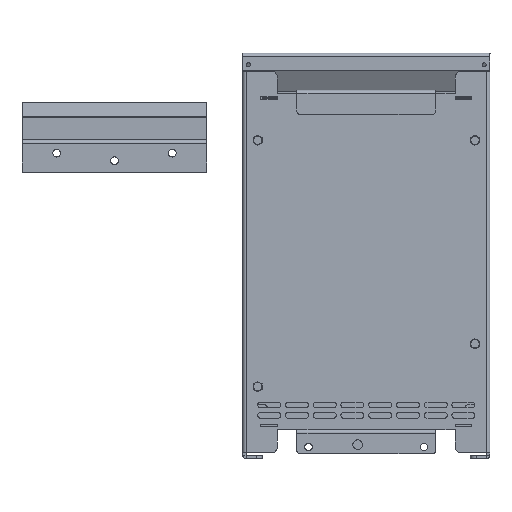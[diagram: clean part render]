
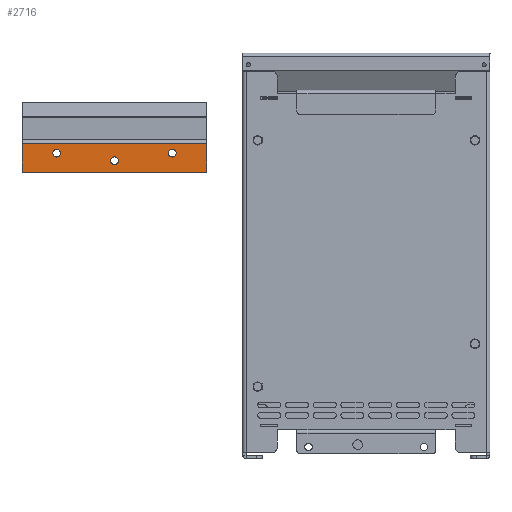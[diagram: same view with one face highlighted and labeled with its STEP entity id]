
A CAD part, top view. The second image highlights one B-rep face of the part: STEP entity #2716.
In plain terms, the highlighted planar face has unit normal (0, 0, 1).
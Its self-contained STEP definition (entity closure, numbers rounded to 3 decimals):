
#2677 = EDGE_CURVE ( 'NONE', #2678, #2680, #14111, .T. ) ;
#2678 = VERTEX_POINT ( 'NONE', #14107 ) ;
#2680 = VERTEX_POINT ( 'NONE', #14106 ) ;
#2716 = ADVANCED_FACE ( 'NONE', ( #14193, #14192, #14191, #14190 ), #14189, .F. ) ;
#2717 = EDGE_LOOP ( 'NONE', ( #2718, #2719 ) ) ;
#2718 = ORIENTED_EDGE ( 'NONE', *, *, #2721, .F. ) ;
#2719 = ORIENTED_EDGE ( 'NONE', *, *, #2773, .F. ) ;
#2720 = EDGE_LOOP ( 'NONE', ( #2774, #2775 ) ) ;
#2721 = EDGE_CURVE ( 'NONE', #2722, #2723, #14184, .T. ) ;
#2722 = VERTEX_POINT ( 'NONE', #14179 ) ;
#2723 = VERTEX_POINT ( 'NONE', #14178 ) ;
#2737 = EDGE_CURVE ( 'NONE', #2738, #2739, #14214, .T. ) ;
#2738 = VERTEX_POINT ( 'NONE', #14209 ) ;
#2739 = VERTEX_POINT ( 'NONE', #14208 ) ;
#2759 = EDGE_CURVE ( 'NONE', #2760, #2785, #14244, .T. ) ;
#2760 = VERTEX_POINT ( 'NONE', #14240 ) ;
#2761 = ORIENTED_EDGE ( 'NONE', *, *, #2762, .F. ) ;
#2762 = EDGE_CURVE ( 'NONE', #2794, #2760, #14239, .T. ) ;
#2773 = EDGE_CURVE ( 'NONE', #2723, #2722, #14284, .T. ) ;
#2774 = ORIENTED_EDGE ( 'NONE', *, *, #2677, .F. ) ;
#2775 = ORIENTED_EDGE ( 'NONE', *, *, #2776, .F. ) ;
#2776 = EDGE_CURVE ( 'NONE', #2680, #2678, #14279, .T. ) ;
#2777 = EDGE_LOOP ( 'NONE', ( #2778, #2779 ) ) ;
#2778 = ORIENTED_EDGE ( 'NONE', *, *, #2737, .F. ) ;
#2779 = ORIENTED_EDGE ( 'NONE', *, *, #2780, .F. ) ;
#2780 = EDGE_CURVE ( 'NONE', #2739, #2738, #14274, .T. ) ;
#2781 = EDGE_LOOP ( 'NONE', ( #2782, #2783, #2786, #2761 ) ) ;
#2782 = ORIENTED_EDGE ( 'NONE', *, *, #2793, .T. ) ;
#2783 = ORIENTED_EDGE ( 'NONE', *, *, #2784, .T. ) ;
#2784 = EDGE_CURVE ( 'NONE', #2791, #2785, #14269, .T. ) ;
#2785 = VERTEX_POINT ( 'NONE', #14328 ) ;
#2786 = ORIENTED_EDGE ( 'NONE', *, *, #2759, .F. ) ;
#2791 = VERTEX_POINT ( 'NONE', #14320 ) ;
#2793 = EDGE_CURVE ( 'NONE', #2794, #2791, #14319, .T. ) ;
#2794 = VERTEX_POINT ( 'NONE', #14315 ) ;
#14106 = CARTESIAN_POINT ( 'NONE',  ( 236.795, 50., -138.723 ) ) ;
#14107 = CARTESIAN_POINT ( 'NONE',  ( 230.195, 50., -138.723 ) ) ;
#14108 = DIRECTION ( 'NONE',  ( -1., 0., 0. ) ) ;
#14109 = DIRECTION ( 'NONE',  ( 0., 0., 1. ) ) ;
#14110 = AXIS2_PLACEMENT_3D ( 'NONE', #14117, #14109, #14108 ) ;
#14111 = CIRCLE ( 'NONE', #14110, 3.3 ) ;
#14117 = CARTESIAN_POINT ( 'NONE',  ( 233.495, 50., -138.723 ) ) ;
#14178 = CARTESIAN_POINT ( 'NONE',  ( 236.795, -50., -138.723 ) ) ;
#14179 = CARTESIAN_POINT ( 'NONE',  ( 230.195, -50., -138.723 ) ) ;
#14180 = DIRECTION ( 'NONE',  ( -1., 0., 0. ) ) ;
#14181 = DIRECTION ( 'NONE',  ( 0., 0., 1. ) ) ;
#14182 = CARTESIAN_POINT ( 'NONE',  ( 233.495, -50., -138.723 ) ) ;
#14183 = AXIS2_PLACEMENT_3D ( 'NONE', #14182, #14181, #14180 ) ;
#14184 = CIRCLE ( 'NONE', #14183, 3.3 ) ;
#14185 = DIRECTION ( 'NONE',  ( -1., 0., 0. ) ) ;
#14186 = DIRECTION ( 'NONE',  ( 0., 0., -1. ) ) ;
#14187 = CARTESIAN_POINT ( 'NONE',  ( 224.995, 80., -138.723 ) ) ;
#14188 = AXIS2_PLACEMENT_3D ( 'NONE', #14187, #14186, #14185 ) ;
#14189 = PLANE ( 'NONE',  #14188 ) ;
#14190 = FACE_OUTER_BOUND ( 'NONE', #2781, .T. ) ;
#14191 = FACE_BOUND ( 'NONE', #2777, .T. ) ;
#14192 = FACE_BOUND ( 'NONE', #2720, .T. ) ;
#14193 = FACE_BOUND ( 'NONE', #2717, .T. ) ;
#14208 = CARTESIAN_POINT ( 'NONE',  ( 243.295, 0., -138.723 ) ) ;
#14209 = CARTESIAN_POINT ( 'NONE',  ( 236.695, 0., -138.723 ) ) ;
#14210 = DIRECTION ( 'NONE',  ( -1., 0., 0. ) ) ;
#14211 = DIRECTION ( 'NONE',  ( 0., 0., 1. ) ) ;
#14212 = CARTESIAN_POINT ( 'NONE',  ( 239.995, 0., -138.723 ) ) ;
#14213 = AXIS2_PLACEMENT_3D ( 'NONE', #14212, #14211, #14210 ) ;
#14214 = CIRCLE ( 'NONE', #14213, 3.3 ) ;
#14236 = DIRECTION ( 'NONE',  ( 1., 0., 0. ) ) ;
#14237 = VECTOR ( 'NONE', #14236, 1000. ) ;
#14238 = CARTESIAN_POINT ( 'NONE',  ( 224.995, 80., -138.723 ) ) ;
#14239 = LINE ( 'NONE', #14238, #14237 ) ;
#14240 = CARTESIAN_POINT ( 'NONE',  ( 249.995, 80., -138.723 ) ) ;
#14241 = DIRECTION ( 'NONE',  ( 0., -1., 0. ) ) ;
#14242 = VECTOR ( 'NONE', #14241, 1000. ) ;
#14243 = CARTESIAN_POINT ( 'NONE',  ( 249.995, 80., -138.723 ) ) ;
#14244 = LINE ( 'NONE', #14243, #14242 ) ;
#14266 = DIRECTION ( 'NONE',  ( 1., 0., 0. ) ) ;
#14267 = VECTOR ( 'NONE', #14266, 1000. ) ;
#14268 = CARTESIAN_POINT ( 'NONE',  ( 224.995, -80., -138.723 ) ) ;
#14269 = LINE ( 'NONE', #14268, #14267 ) ;
#14270 = DIRECTION ( 'NONE',  ( -1., 0., 0. ) ) ;
#14271 = DIRECTION ( 'NONE',  ( 0., 0., 1. ) ) ;
#14272 = CARTESIAN_POINT ( 'NONE',  ( 239.995, 0., -138.723 ) ) ;
#14273 = AXIS2_PLACEMENT_3D ( 'NONE', #14272, #14271, #14270 ) ;
#14274 = CIRCLE ( 'NONE', #14273, 3.3 ) ;
#14275 = DIRECTION ( 'NONE',  ( -1., 0., 0. ) ) ;
#14276 = DIRECTION ( 'NONE',  ( 0., 0., 1. ) ) ;
#14277 = CARTESIAN_POINT ( 'NONE',  ( 233.495, 50., -138.723 ) ) ;
#14278 = AXIS2_PLACEMENT_3D ( 'NONE', #14277, #14276, #14275 ) ;
#14279 = CIRCLE ( 'NONE', #14278, 3.3 ) ;
#14280 = DIRECTION ( 'NONE',  ( -1., 0., 0. ) ) ;
#14281 = DIRECTION ( 'NONE',  ( 0., 0., 1. ) ) ;
#14282 = CARTESIAN_POINT ( 'NONE',  ( 233.495, -50., -138.723 ) ) ;
#14283 = AXIS2_PLACEMENT_3D ( 'NONE', #14282, #14281, #14280 ) ;
#14284 = CIRCLE ( 'NONE', #14283, 3.3 ) ;
#14315 = CARTESIAN_POINT ( 'NONE',  ( 224.995, 80., -138.723 ) ) ;
#14316 = DIRECTION ( 'NONE',  ( 0., -1., 0. ) ) ;
#14317 = VECTOR ( 'NONE', #14316, 1000. ) ;
#14318 = CARTESIAN_POINT ( 'NONE',  ( 224.995, 80., -138.723 ) ) ;
#14319 = LINE ( 'NONE', #14318, #14317 ) ;
#14320 = CARTESIAN_POINT ( 'NONE',  ( 224.995, -80., -138.723 ) ) ;
#14328 = CARTESIAN_POINT ( 'NONE',  ( 249.995, -80., -138.723 ) ) ;
